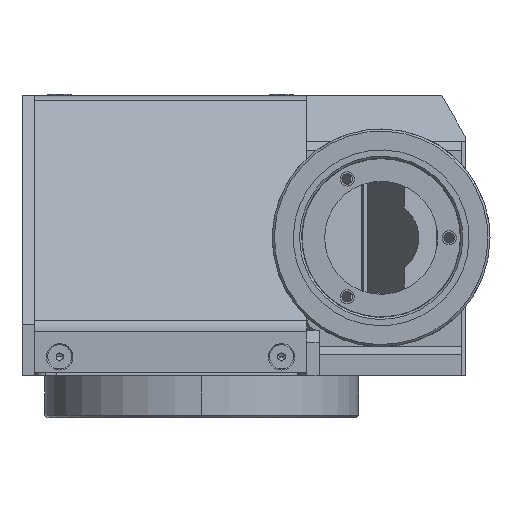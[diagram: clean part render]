
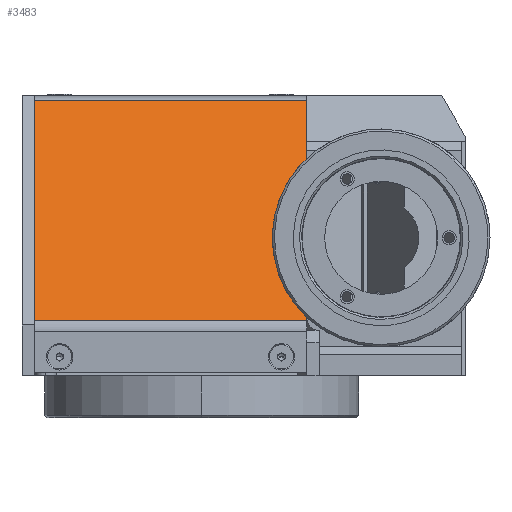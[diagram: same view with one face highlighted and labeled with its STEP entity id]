
A CAD part, left-side view. The second image highlights one B-rep face of the part: STEP entity #3483.
In plain terms, the highlighted planar face has unit normal (-0.707, 0, 0.707).
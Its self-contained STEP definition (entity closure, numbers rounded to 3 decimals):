
#717 = LINE ( 'NONE', #2507, #7421 ) ;
#922 = PLANE ( 'NONE',  #9454 ) ;
#1431 = LINE ( 'NONE', #4065, #3522 ) ;
#1677 = EDGE_CURVE ( 'NONE', #2212, #4992, #717, .T. ) ;
#1810 = CARTESIAN_POINT ( 'NONE',  ( -34.414, 104., -20.167 ) ) ;
#1835 = EDGE_LOOP ( 'NONE', ( #2105, #9611, #7638, #3192 ) ) ;
#1983 = CARTESIAN_POINT ( 'NONE',  ( 18.581, 69., 32.828 ) ) ;
#2105 = ORIENTED_EDGE ( 'NONE', *, *, #1677, .F. ) ;
#2212 = VERTEX_POINT ( 'NONE', #3317 ) ;
#2507 = CARTESIAN_POINT ( 'NONE',  ( -34.414, 4., -20.167 ) ) ;
#2977 = DIRECTION ( 'NONE',  ( 0.707, 0., 0.707 ) ) ;
#3192 = ORIENTED_EDGE ( 'NONE', *, *, #4946, .F. ) ;
#3209 = CARTESIAN_POINT ( 'NONE',  ( -33.828, 69., -19.581 ) ) ;
#3317 = CARTESIAN_POINT ( 'NONE',  ( 18.581, 4., 32.828 ) ) ;
#3459 = VECTOR ( 'NONE', #2977, 1000. ) ;
#3483 = ADVANCED_FACE ( 'NONE', ( #4340 ), #922, .T. ) ;
#3522 = VECTOR ( 'NONE', #4966, 1000. ) ;
#3570 = VERTEX_POINT ( 'NONE', #1983 ) ;
#4065 = CARTESIAN_POINT ( 'NONE',  ( -33.828, 104., -19.581 ) ) ;
#4340 = FACE_OUTER_BOUND ( 'NONE', #1835, .T. ) ;
#4826 = CARTESIAN_POINT ( 'NONE',  ( -34.414, 69., -20.167 ) ) ;
#4946 = EDGE_CURVE ( 'NONE', #4992, #6610, #1431, .T. ) ;
#4966 = DIRECTION ( 'NONE',  ( 0., 1., 0. ) ) ;
#4992 = VERTEX_POINT ( 'NONE', #8431 ) ;
#5131 = EDGE_CURVE ( 'NONE', #3570, #2212, #5180, .T. ) ;
#5180 = LINE ( 'NONE', #7623, #6235 ) ;
#5572 = LINE ( 'NONE', #4826, #3459 ) ;
#5907 = DIRECTION ( 'NONE',  ( -0.707, 0., -0.707 ) ) ;
#5999 = DIRECTION ( 'NONE',  ( -0.707, 0., 0.707 ) ) ;
#6235 = VECTOR ( 'NONE', #10235, 1000. ) ;
#6610 = VERTEX_POINT ( 'NONE', #3209 ) ;
#7421 = VECTOR ( 'NONE', #5907, 1000. ) ;
#7543 = EDGE_CURVE ( 'NONE', #6610, #3570, #5572, .T. ) ;
#7623 = CARTESIAN_POINT ( 'NONE',  ( 18.581, 104., 32.828 ) ) ;
#7638 = ORIENTED_EDGE ( 'NONE', *, *, #7543, .F. ) ;
#7694 = DIRECTION ( 'NONE',  ( 0.707, 0., 0.707 ) ) ;
#8431 = CARTESIAN_POINT ( 'NONE',  ( -33.828, 4., -19.581 ) ) ;
#9454 = AXIS2_PLACEMENT_3D ( 'NONE', #1810, #5999, #7694 ) ;
#9611 = ORIENTED_EDGE ( 'NONE', *, *, #5131, .F. ) ;
#10235 = DIRECTION ( 'NONE',  ( 0., -1., 0. ) ) ;
